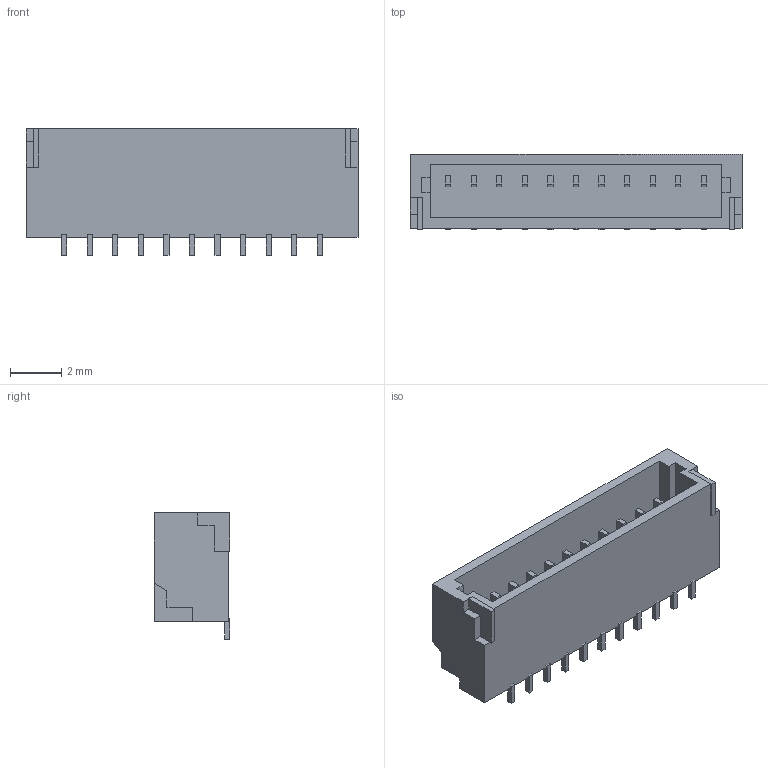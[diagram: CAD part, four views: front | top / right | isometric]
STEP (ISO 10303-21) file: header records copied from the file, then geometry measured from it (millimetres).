
FILE_DESCRIPTION (( 'STEP AP214' ), '1' );
FILE_NAME ('JST_SH_SM11B-SRSS-TB.STEP', '2021-01-14T14:16:47+00:00', 'Stefan Hamminga', '', '', '', '');
FILE_SCHEMA (( 'AUTOMOTIVE_DESIGN' ));
Length unit declared in the file: millimetre
Products named in the file (1): JST_SH_SM11B-SRSS-TB
Bounding box: 13 x 2.96 x 4.95 mm (x, y, z)
Volume: 90.6 mm3; surface area: 374.9 mm2
Topology: 14 solids, 14 shells, 209 faces, 540 edges, 361 vertices
Faces by surface type: plane 209
Entity records: 8013 total; most frequent: CARTESIAN_POINT 1110, ORIENTED_EDGE 1080, DIRECTION 960, LINE 540, VECTOR 540, EDGE_CURVE 540, VERTEX_POINT 360, EDGE_LOOP 210
